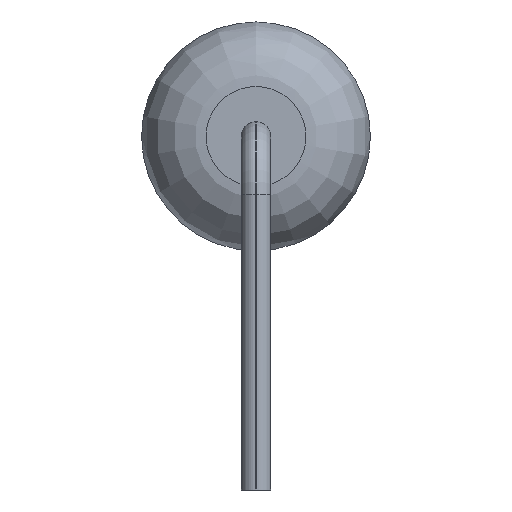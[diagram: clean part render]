
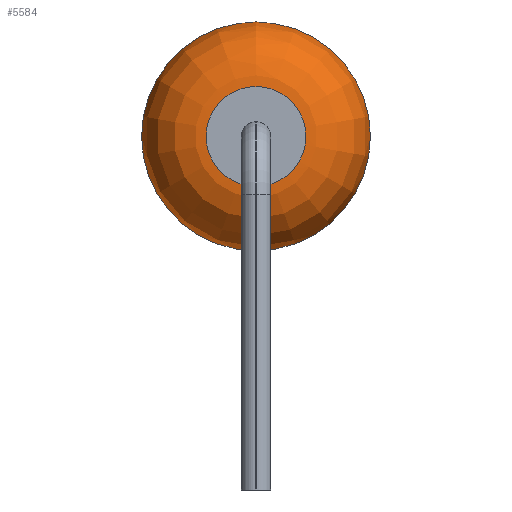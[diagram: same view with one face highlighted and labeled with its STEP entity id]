
A CAD part, left-side view. The second image highlights one B-rep face of the part: STEP entity #5584.
In plain terms, the highlighted face is a revolution surface.
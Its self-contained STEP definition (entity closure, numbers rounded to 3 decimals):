
#5514 = CYLINDRICAL_SURFACE('',#5515,2.75);
#5515 = AXIS2_PLACEMENT_3D('',#5516,#5517,#5518);
#5516 = CARTESIAN_POINT('',(-4.45,0.,0.));
#5517 = DIRECTION('',(1.,0.,0.));
#5518 = DIRECTION('',(0.,0.,1.));
#5530 = VERTEX_POINT('',#5531);
#5531 = CARTESIAN_POINT('',(-4.45,0.,2.75));
#5552 = EDGE_CURVE('',#5530,#5530,#5553,.T.);
#5553 = SURFACE_CURVE('',#5554,(#5559,#5566),.PCURVE_S1.);
#5554 = CIRCLE('',#5555,2.75);
#5555 = AXIS2_PLACEMENT_3D('',#5556,#5557,#5558);
#5556 = CARTESIAN_POINT('',(-4.45,0.,0.));
#5557 = DIRECTION('',(1.,0.,-0.));
#5558 = DIRECTION('',(0.,0.,1.));
#5559 = PCURVE('',#5514,#5560);
#5560 = DEFINITIONAL_REPRESENTATION('',(#5561),#5565);
#5561 = LINE('',#5562,#5563);
#5562 = CARTESIAN_POINT('',(0.,0.));
#5563 = VECTOR('',#5564,1.);
#5564 = DIRECTION('',(1.,0.));
#5565 = ( GEOMETRIC_REPRESENTATION_CONTEXT(2) 
PARAMETRIC_REPRESENTATION_CONTEXT() REPRESENTATION_CONTEXT('2D SPACE',''
  ) );
#5566 = PCURVE('',#5567,#5576);
#5567 = SURFACE_OF_REVOLUTION('',#5568,#5573);
#5568 = CIRCLE('',#5569,1.55);
#5569 = AXIS2_PLACEMENT_3D('',#5570,#5571,#5572);
#5570 = CARTESIAN_POINT('',(-4.45,0.,1.2));
#5571 = DIRECTION('',(0.,-1.,0.));
#5572 = DIRECTION('',(1.,0.,0.));
#5573 = AXIS1_PLACEMENT('',#5574,#5575);
#5574 = CARTESIAN_POINT('',(0.,0.,0.));
#5575 = DIRECTION('',(1.,0.,0.));
#5576 = DEFINITIONAL_REPRESENTATION('',(#5577),#5581);
#5577 = LINE('',#5578,#5579);
#5578 = CARTESIAN_POINT('',(0.,1.571));
#5579 = VECTOR('',#5580,1.);
#5580 = DIRECTION('',(1.,0.));
#5581 = ( GEOMETRIC_REPRESENTATION_CONTEXT(2) 
PARAMETRIC_REPRESENTATION_CONTEXT() REPRESENTATION_CONTEXT('2D SPACE',''
  ) );
#5584 = ADVANCED_FACE('',(#5585),#5567,.F.);
#5585 = FACE_BOUND('',#5586,.F.);
#5586 = EDGE_LOOP('',(#5587,#5588,#5612,#5639));
#5587 = ORIENTED_EDGE('',*,*,#5552,.T.);
#5588 = ORIENTED_EDGE('',*,*,#5589,.T.);
#5589 = EDGE_CURVE('',#5530,#5590,#5592,.T.);
#5590 = VERTEX_POINT('',#5591);
#5591 = CARTESIAN_POINT('',(-6.,0.,1.2));
#5592 = SEAM_CURVE('',#5593,(#5598,#5605),.PCURVE_S1.);
#5593 = CIRCLE('',#5594,1.55);
#5594 = AXIS2_PLACEMENT_3D('',#5595,#5596,#5597);
#5595 = CARTESIAN_POINT('',(-4.45,0.,1.2));
#5596 = DIRECTION('',(0.,-1.,0.));
#5597 = DIRECTION('',(1.,0.,0.));
#5598 = PCURVE('',#5567,#5599);
#5599 = DEFINITIONAL_REPRESENTATION('',(#5600),#5604);
#5600 = LINE('',#5601,#5602);
#5601 = CARTESIAN_POINT('',(0.,0.));
#5602 = VECTOR('',#5603,1.);
#5603 = DIRECTION('',(0.,1.));
#5604 = ( GEOMETRIC_REPRESENTATION_CONTEXT(2) 
PARAMETRIC_REPRESENTATION_CONTEXT() REPRESENTATION_CONTEXT('2D SPACE',''
  ) );
#5605 = PCURVE('',#5567,#5606);
#5606 = DEFINITIONAL_REPRESENTATION('',(#5607),#5611);
#5607 = LINE('',#5608,#5609);
#5608 = CARTESIAN_POINT('',(6.283,0.));
#5609 = VECTOR('',#5610,1.);
#5610 = DIRECTION('',(0.,1.));
#5611 = ( GEOMETRIC_REPRESENTATION_CONTEXT(2) 
PARAMETRIC_REPRESENTATION_CONTEXT() REPRESENTATION_CONTEXT('2D SPACE',''
  ) );
#5612 = ORIENTED_EDGE('',*,*,#5613,.F.);
#5613 = EDGE_CURVE('',#5590,#5590,#5614,.T.);
#5614 = SURFACE_CURVE('',#5615,(#5620,#5627),.PCURVE_S1.);
#5615 = CIRCLE('',#5616,1.2);
#5616 = AXIS2_PLACEMENT_3D('',#5617,#5618,#5619);
#5617 = CARTESIAN_POINT('',(-6.,0.,0.));
#5618 = DIRECTION('',(1.,0.,-0.));
#5619 = DIRECTION('',(0.,0.,1.));
#5620 = PCURVE('',#5567,#5621);
#5621 = DEFINITIONAL_REPRESENTATION('',(#5622),#5626);
#5622 = LINE('',#5623,#5624);
#5623 = CARTESIAN_POINT('',(0.,3.142));
#5624 = VECTOR('',#5625,1.);
#5625 = DIRECTION('',(1.,0.));
#5626 = ( GEOMETRIC_REPRESENTATION_CONTEXT(2) 
PARAMETRIC_REPRESENTATION_CONTEXT() REPRESENTATION_CONTEXT('2D SPACE',''
  ) );
#5627 = PCURVE('',#5628,#5633);
#5628 = PLANE('',#5629);
#5629 = AXIS2_PLACEMENT_3D('',#5630,#5631,#5632);
#5630 = CARTESIAN_POINT('',(-6.,0.,0.));
#5631 = DIRECTION('',(1.,0.,0.));
#5632 = DIRECTION('',(0.,0.,1.));
#5633 = DEFINITIONAL_REPRESENTATION('',(#5634),#5638);
#5634 = CIRCLE('',#5635,1.2);
#5635 = AXIS2_PLACEMENT_2D('',#5636,#5637);
#5636 = CARTESIAN_POINT('',(0.,0.));
#5637 = DIRECTION('',(1.,0.));
#5638 = ( GEOMETRIC_REPRESENTATION_CONTEXT(2) 
PARAMETRIC_REPRESENTATION_CONTEXT() REPRESENTATION_CONTEXT('2D SPACE',''
  ) );
#5639 = ORIENTED_EDGE('',*,*,#5589,.F.);
